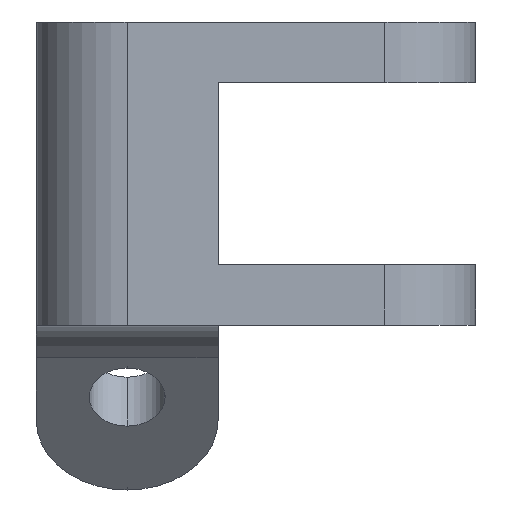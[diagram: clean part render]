
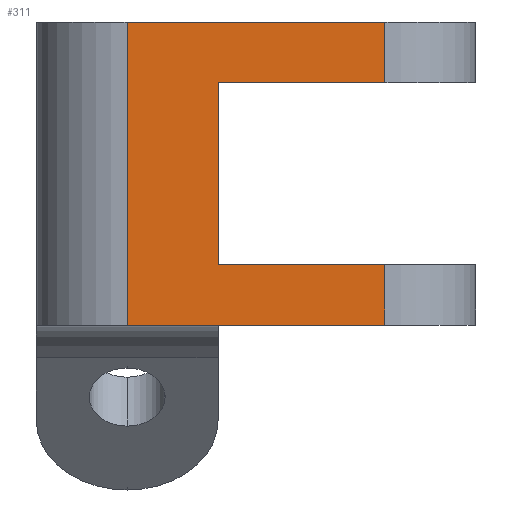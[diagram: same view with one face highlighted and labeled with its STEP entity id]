
A CAD part, left-side view. The second image highlights one B-rep face of the part: STEP entity #311.
In plain terms, the highlighted planar face has unit normal (-1, 0, 0).
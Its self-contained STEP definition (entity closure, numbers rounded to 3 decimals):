
#8 = VECTOR ( 'NONE', #358, 1000. ) ;
#80 = LINE ( 'NONE', #1218, #784 ) ;
#81 = VECTOR ( 'NONE', #1177, 1000. ) ;
#91 = CARTESIAN_POINT ( 'NONE',  ( -6., 17., 20. ) ) ;
#97 = ORIENTED_EDGE ( 'NONE', *, *, #1075, .F. ) ;
#102 = EDGE_LOOP ( 'NONE', ( #729, #97, #457, #232, #672, #299, #1284, #335 ) ) ;
#112 = EDGE_CURVE ( 'NONE', #611, #410, #812, .T. ) ;
#127 = EDGE_CURVE ( 'NONE', #1404, #568, #1055, .T. ) ;
#142 = CARTESIAN_POINT ( 'NONE',  ( -6., 17., 0. ) ) ;
#172 = VECTOR ( 'NONE', #999, 1000. ) ;
#187 = AXIS2_PLACEMENT_3D ( 'NONE', #687, #595, #468 ) ;
#203 = EDGE_CURVE ( 'NONE', #618, #1022, #80, .T. ) ;
#232 = ORIENTED_EDGE ( 'NONE', *, *, #1260, .T. ) ;
#279 = DIRECTION ( 'NONE',  ( 0., 1., 0. ) ) ;
#289 = LINE ( 'NONE', #951, #623 ) ;
#299 = ORIENTED_EDGE ( 'NONE', *, *, #203, .F. ) ;
#307 = LINE ( 'NONE', #1216, #172 ) ;
#311 = ADVANCED_FACE ( 'NONE', ( #656 ), #1340, .F. ) ;
#335 = ORIENTED_EDGE ( 'NONE', *, *, #127, .F. ) ;
#358 = DIRECTION ( 'NONE',  ( 0., -1., 0. ) ) ;
#384 = CARTESIAN_POINT ( 'NONE',  ( -6., -6., 16. ) ) ;
#410 = VERTEX_POINT ( 'NONE', #1028 ) ;
#444 = CARTESIAN_POINT ( 'NONE',  ( -6., -6., 4. ) ) ;
#457 = ORIENTED_EDGE ( 'NONE', *, *, #112, .F. ) ;
#468 = DIRECTION ( 'NONE',  ( 0., 1., 0. ) ) ;
#480 = CARTESIAN_POINT ( 'NONE',  ( -6., 11., 16. ) ) ;
#547 = DIRECTION ( 'NONE',  ( 0., 0., -1. ) ) ;
#568 = VERTEX_POINT ( 'NONE', #1272 ) ;
#595 = DIRECTION ( 'NONE',  ( 1., 0., 0. ) ) ;
#609 = CARTESIAN_POINT ( 'NONE',  ( -6., 0., 16. ) ) ;
#611 = VERTEX_POINT ( 'NONE', #777 ) ;
#618 = VERTEX_POINT ( 'NONE', #1424 ) ;
#623 = VECTOR ( 'NONE', #848, 1000. ) ;
#651 = EDGE_CURVE ( 'NONE', #1320, #1022, #668, .T. ) ;
#656 = FACE_OUTER_BOUND ( 'NONE', #102, .T. ) ;
#665 = LINE ( 'NONE', #384, #1015 ) ;
#668 = LINE ( 'NONE', #1089, #1150 ) ;
#672 = ORIENTED_EDGE ( 'NONE', *, *, #651, .T. ) ;
#687 = CARTESIAN_POINT ( 'NONE',  ( -6., 17., 20. ) ) ;
#729 = ORIENTED_EDGE ( 'NONE', *, *, #1036, .F. ) ;
#770 = DIRECTION ( 'NONE',  ( 0., -1., 0. ) ) ;
#777 = CARTESIAN_POINT ( 'NONE',  ( -6., 17., 20. ) ) ;
#784 = VECTOR ( 'NONE', #1009, 1000. ) ;
#812 = LINE ( 'NONE', #91, #81 ) ;
#848 = DIRECTION ( 'NONE',  ( 0., 0., -1. ) ) ;
#862 = EDGE_CURVE ( 'NONE', #568, #618, #1297, .T. ) ;
#924 = VECTOR ( 'NONE', #547, 1000. ) ;
#951 = CARTESIAN_POINT ( 'NONE',  ( -6., 0., 20. ) ) ;
#999 = DIRECTION ( 'NONE',  ( 0., 0., -1. ) ) ;
#1005 = VERTEX_POINT ( 'NONE', #609 ) ;
#1009 = DIRECTION ( 'NONE',  ( 0., 0., -1. ) ) ;
#1015 = VECTOR ( 'NONE', #279, 1000. ) ;
#1022 = VERTEX_POINT ( 'NONE', #1289 ) ;
#1028 = CARTESIAN_POINT ( 'NONE',  ( -6., 0., 20. ) ) ;
#1036 = EDGE_CURVE ( 'NONE', #1005, #1404, #665, .T. ) ;
#1055 = LINE ( 'NONE', #1208, #924 ) ;
#1075 = EDGE_CURVE ( 'NONE', #410, #1005, #289, .T. ) ;
#1089 = CARTESIAN_POINT ( 'NONE',  ( -6., 17., 0. ) ) ;
#1150 = VECTOR ( 'NONE', #770, 1000. ) ;
#1177 = DIRECTION ( 'NONE',  ( 0., -1., 0. ) ) ;
#1208 = CARTESIAN_POINT ( 'NONE',  ( -6., 11., 4. ) ) ;
#1216 = CARTESIAN_POINT ( 'NONE',  ( -6., 17., 20. ) ) ;
#1218 = CARTESIAN_POINT ( 'NONE',  ( -6., 0., 20. ) ) ;
#1260 = EDGE_CURVE ( 'NONE', #611, #1320, #307, .T. ) ;
#1272 = CARTESIAN_POINT ( 'NONE',  ( -6., 11., 4. ) ) ;
#1284 = ORIENTED_EDGE ( 'NONE', *, *, #862, .F. ) ;
#1289 = CARTESIAN_POINT ( 'NONE',  ( -6., 0., 0. ) ) ;
#1297 = LINE ( 'NONE', #444, #8 ) ;
#1320 = VERTEX_POINT ( 'NONE', #142 ) ;
#1340 = PLANE ( 'NONE',  #187 ) ;
#1404 = VERTEX_POINT ( 'NONE', #480 ) ;
#1424 = CARTESIAN_POINT ( 'NONE',  ( -6., 0., 4. ) ) ;
